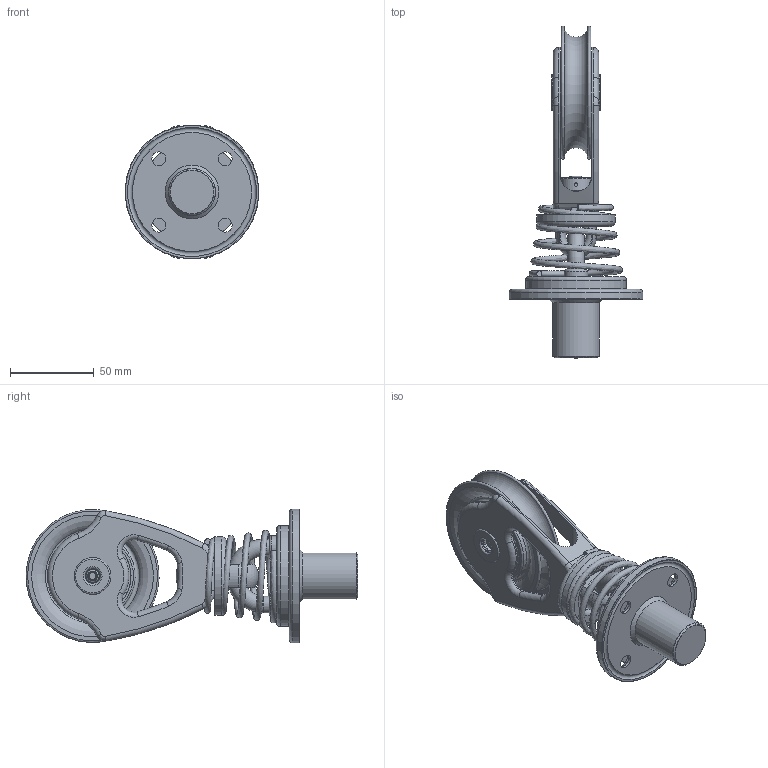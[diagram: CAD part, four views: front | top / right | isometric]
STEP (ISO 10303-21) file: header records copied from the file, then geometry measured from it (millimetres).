
FILE_DESCRIPTION(/* description */ (''),/* implementation_level */ '2;1');
FILE_NAME(/* name */ '00815.stp',/* time_stamp */ '2020-05-27T15:49:43+02:00',/* author */ ('francesca'),/* organization */ (''),/* preprocessor_version */ 'ST-DEVELOPER v18.1',/* originating_system */ 'Autodesk Inventor 2021',/* authorisation */ '');
FILE_SCHEMA (('AUTOMOTIVE_DESIGN { 1 0 10303 214 3 1 1 }'));
Length unit declared in the file: millimetre
Products named in the file (1): 20052504
Bounding box: 79.7 x 198.22 x 79.7 mm (x, y, z)
Volume: 202944.7 mm3; surface area: 107675.4 mm2
Topology: 76 solids, 76 shells, 472 faces, 1253 edges, 843 vertices
Faces by surface type: cylinder 128, plane 125, torus 102, sphere 56, cone 50, bspline 11
Full cylindrical faces by diameter (mm): 2 x1, 4 x1, 4.134 x1, 5 x1, 5.2 x3, 7.5 x1, 8.1 x1, 8.25 x4, 8.5 x1, 8.75 x2, 9 x2, 9.3 x1, 10 x5, 10.1 x1, 10.4 x1, 14 x4, 15.8 x2, 16 x3, 16.5 x4, 17 x6, 17.9 x1, 18 x1, 18.1 x1, 19 x1, 19.9 x1, 20 x2, 20.5 x1, 21.8 x2, 22 x1, 26.6 x1
Entity records: 16145 total; most frequent: CARTESIAN_POINT 4218, DIRECTION 2744, ORIENTED_EDGE 2280, AXIS2_PLACEMENT_3D 1241, EDGE_CURVE 1140, VERTEX_POINT 843, CIRCLE 776, EDGE_LOOP 545
